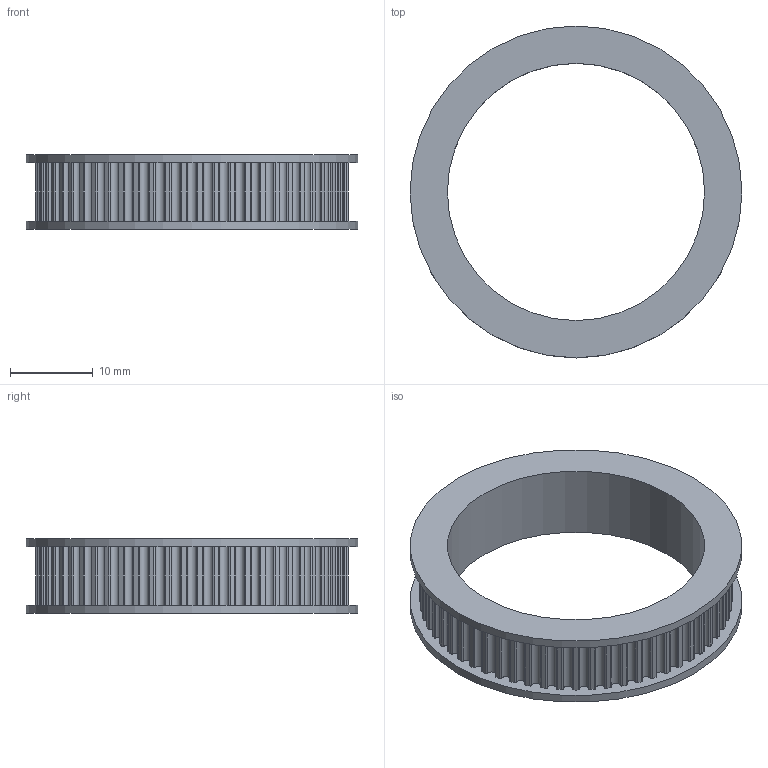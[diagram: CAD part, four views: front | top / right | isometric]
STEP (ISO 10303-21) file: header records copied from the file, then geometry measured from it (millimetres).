
FILE_DESCRIPTION(/* description */ (''),/* implementation_level */ '2;1');
FILE_NAME(/* name */ 'Pully v8.step',/* time_stamp */ '2024-05-28T16:31:29+02:00',/* author */ (''),/* organization */ (''),/* preprocessor_version */ 'ST-DEVELOPER v20',/* originating_system */ 'Autodesk Translation Framework v13.14.0.145',/* authorisation */ '');
FILE_SCHEMA (('AUTOMOTIVE_DESIGN { 1 0 10303 214 3 1 1 }'));
Length unit declared in the file: millimetre
Products named in the file (1): Pully
Bounding box: 40 x 40 x 9 mm (x, y, z)
Volume: 3239.3 mm3; surface area: 3693 mm2
Topology: 1 solids, 1 shells, 247 faces, 729 edges, 486 vertices
Faces by surface type: cylinder 243, plane 4
Full cylindrical faces by diameter (mm): 31 x1, 40 x2
Entity records: 8586 total; most frequent: DIRECTION 1711, CARTESIAN_POINT 1463, ORIENTED_EDGE 1458, AXIS2_PLACEMENT_3D 734, EDGE_CURVE 729, CIRCLE 486, VERTEX_POINT 486, EDGE_LOOP 251
